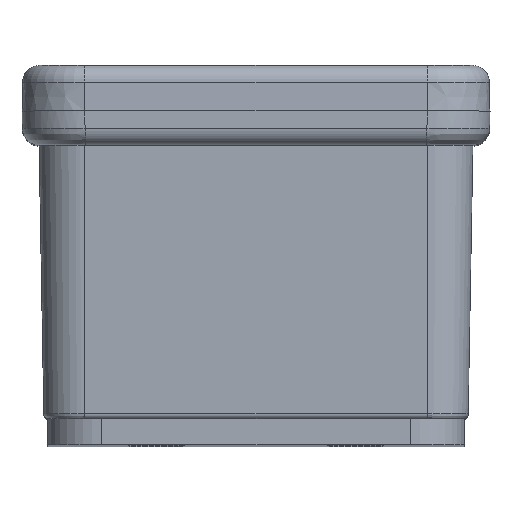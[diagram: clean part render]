
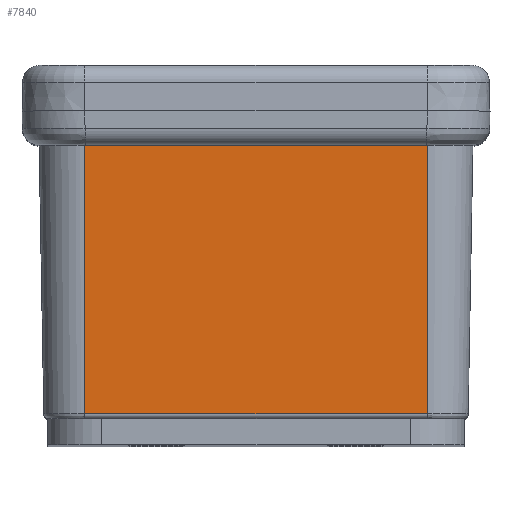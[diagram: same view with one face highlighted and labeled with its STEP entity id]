
A CAD part, top view. The second image highlights one B-rep face of the part: STEP entity #7840.
In plain terms, the highlighted planar face has unit normal (0, -0.018, 1).
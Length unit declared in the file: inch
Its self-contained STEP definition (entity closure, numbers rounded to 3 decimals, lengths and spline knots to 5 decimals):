
#422 = CARTESIAN_POINT ( 'NONE',  ( -0.58955, -0.11811, 1.03346 ) ) ;
#1139 = CARTESIAN_POINT ( 'NONE',  ( 0.59058, -1.04365, 1.01731 ) ) ;
#1292 = CARTESIAN_POINT ( 'NONE',  ( -0.59058, -0.11811, 1.03346 ) ) ;
#1303 = B_SPLINE_CURVE_WITH_KNOTS ( 'NONE', 3,
 ( #10585, #10678, #13933, #422 ),
 .UNSPECIFIED., .F., .F.,
 ( 4, 4 ),
 ( 0., 1. ),
 .UNSPECIFIED. ) ;
#1586 = CARTESIAN_POINT ( 'NONE',  ( 0.5899, -0.11811, 1.03346 ) ) ;
#1731 = CARTESIAN_POINT ( 'NONE',  ( 0.59058, -0.11811, 1.03346 ) ) ;
#1803 = PLANE ( 'NONE',  #1946 ) ;
#1890 = DIRECTION ( 'NONE',  ( 0., -1., -0.017 ) ) ;
#1946 = AXIS2_PLACEMENT_3D ( 'NONE', #5258, #5168, #1890 ) ;
#2669 = VERTEX_POINT ( 'NONE', #14039 ) ;
#2814 = CARTESIAN_POINT ( 'NONE',  ( 0.58955, -0.11811, 1.03346 ) ) ;
#3246 = VERTEX_POINT ( 'NONE', #12935 ) ;
#3416 = LINE ( 'NONE', #9488, #9947 ) ;
#3683 = EDGE_CURVE ( 'NONE', #2669, #3909, #1303, .T. ) ;
#3909 = VERTEX_POINT ( 'NONE', #7764 ) ;
#4162 = EDGE_CURVE ( 'NONE', #14017, #14220, #11226, .T. ) ;
#4890 = DIRECTION ( 'NONE',  ( 0., 1., 0.017 ) ) ;
#4898 = ORIENTED_EDGE ( 'NONE', *, *, #11529, .T. ) ;
#4915 = ORIENTED_EDGE ( 'NONE', *, *, #9123, .F. ) ;
#5168 = DIRECTION ( 'NONE',  ( 0., -0.017, 1. ) ) ;
#5258 = CARTESIAN_POINT ( 'NONE',  ( -0.59058, -0.11811, 1.03346 ) ) ;
#5313 = VECTOR ( 'NONE', #6356, 39.37008 ) ;
#5474 = ORIENTED_EDGE ( 'NONE', *, *, #4162, .F. ) ;
#5762 = VERTEX_POINT ( 'NONE', #1139 ) ;
#6049 = ORIENTED_EDGE ( 'NONE', *, *, #11250, .F. ) ;
#6140 = CARTESIAN_POINT ( 'NONE',  ( 0.59058, -0.11811, 1.03346 ) ) ;
#6356 = DIRECTION ( 'NONE',  ( 1., 0., 0. ) ) ;
#7327 = FACE_OUTER_BOUND ( 'NONE', #11488, .T. ) ;
#7764 = CARTESIAN_POINT ( 'NONE',  ( -0.58955, -0.11811, 1.03346 ) ) ;
#7840 = ADVANCED_FACE ( 'NONE', ( #7327 ), #1803, .T. ) ;
#8190 = VECTOR ( 'NONE', #11255, 39.37008 ) ;
#8978 = CARTESIAN_POINT ( 'NONE',  ( -0.59058, -0.11811, 1.03346 ) ) ;
#9104 = ORIENTED_EDGE ( 'NONE', *, *, #3683, .F. ) ;
#9123 = EDGE_CURVE ( 'NONE', #3246, #2669, #11016, .T. ) ;
#9180 = DIRECTION ( 'NONE',  ( 1., 0., 0. ) ) ;
#9488 = CARTESIAN_POINT ( 'NONE',  ( 0.59058, -0.11811, 1.03346 ) ) ;
#9947 = VECTOR ( 'NONE', #4890, 39.37008 ) ;
#10102 = LINE ( 'NONE', #1292, #13978 ) ;
#10342 = EDGE_CURVE ( 'NONE', #5762, #14220, #3416, .T. ) ;
#10570 = CARTESIAN_POINT ( 'NONE',  ( 0.59024, -0.11811, 1.03346 ) ) ;
#10585 = CARTESIAN_POINT ( 'NONE',  ( -0.59058, -0.11811, 1.03346 ) ) ;
#10678 = CARTESIAN_POINT ( 'NONE',  ( -0.59024, -0.11811, 1.03346 ) ) ;
#11016 = LINE ( 'NONE', #8978, #8190 ) ;
#11226 = B_SPLINE_CURVE_WITH_KNOTS ( 'NONE', 3,
 ( #2814, #1586, #10570, #1731 ),
 .UNSPECIFIED., .F., .F.,
 ( 4, 4 ),
 ( 0., 1. ),
 .UNSPECIFIED. ) ;
#11250 = EDGE_CURVE ( 'NONE', #3909, #14017, #10102, .T. ) ;
#11255 = DIRECTION ( 'NONE',  ( 0., 1., 0.017 ) ) ;
#11488 = EDGE_LOOP ( 'NONE', ( #4915, #4898, #11976, #5474, #6049, #9104 ) ) ;
#11529 = EDGE_CURVE ( 'NONE', #3246, #5762, #13080, .T. ) ;
#11976 = ORIENTED_EDGE ( 'NONE', *, *, #10342, .T. ) ;
#12935 = CARTESIAN_POINT ( 'NONE',  ( -0.59058, -1.04365, 1.01731 ) ) ;
#13080 = LINE ( 'NONE', #14213, #5313 ) ;
#13186 = CARTESIAN_POINT ( 'NONE',  ( 0.58955, -0.11811, 1.03346 ) ) ;
#13933 = CARTESIAN_POINT ( 'NONE',  ( -0.5899, -0.11811, 1.03346 ) ) ;
#13978 = VECTOR ( 'NONE', #9180, 39.37008 ) ;
#14017 = VERTEX_POINT ( 'NONE', #13186 ) ;
#14039 = CARTESIAN_POINT ( 'NONE',  ( -0.59058, -0.11811, 1.03346 ) ) ;
#14213 = CARTESIAN_POINT ( 'NONE',  ( -0.59058, -1.04365, 1.01731 ) ) ;
#14220 = VERTEX_POINT ( 'NONE', #6140 ) ;
